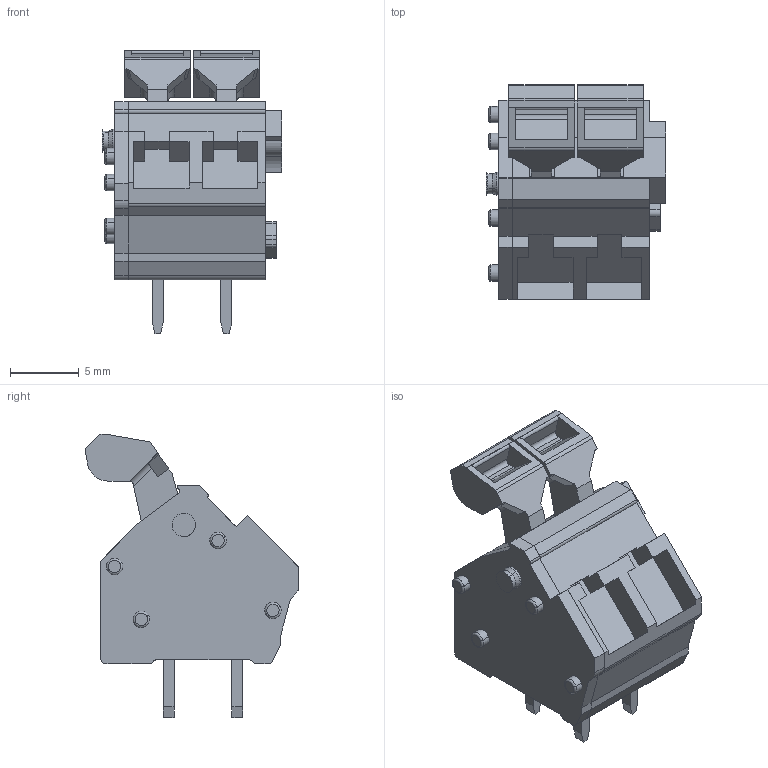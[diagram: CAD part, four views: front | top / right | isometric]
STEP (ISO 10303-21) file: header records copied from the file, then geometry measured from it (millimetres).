
FILE_DESCRIPTION(('CATIA V5 STEP Exchange','CAx-IF Rec.Pracs.--- Model Styling and Organization---1.4--- 2014-01-23'),'2;1');
FILE_NAME ('026344-2_0', '2022-08-09T09:21:43+00:00', ('none'), ('Weidmueller'), 'CATIA Version 5-6 Release 2016 SP3 HF44', 'CATIA V5 STEP AP214', 'none');
FILE_SCHEMA(('AUTOMOTIVE_DESIGN { 1 0 10303 214 1 1 1 1 }'));
Length unit declared in the file: millimetre
Products named in the file (1): 1914560000
Bounding box: 13.1 x 15.6 x 20.65 mm (x, y, z)
Volume: 1666 mm3; surface area: 1612.6 mm2
Topology: 8 solids, 8 shells, 300 faces, 797 edges, 522 vertices
Faces by surface type: plane 198, cylinder 78, cone 16, torus 8
Entity records: 9280 total; most frequent: CARTESIAN_POINT 1766, ORIENTED_EDGE 1594, DIRECTION 1277, EDGE_CURVE 797, VECTOR 613, LINE 613, VERTEX_POINT 522, AXIS2_PLACEMENT_3D 407
